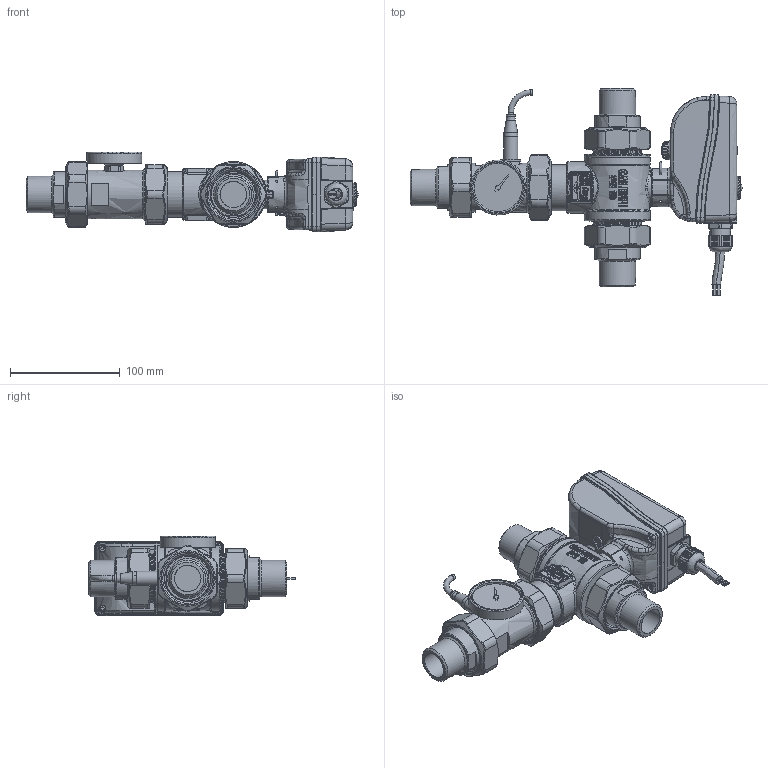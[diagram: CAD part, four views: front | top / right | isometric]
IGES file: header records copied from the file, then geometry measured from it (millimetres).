
Global section: file name: 600064A; native system: Autodesk Inventor 2024; preprocessor: unknown; author: Mike; date: 20250603.083855; units: inch
Bounding box: 302.08 x 188.33 x 72.5 mm (x, y, z)
Volume: 714049 mm3; surface area: 200912.7 mm2
Topology: 14 solids, 14 shells, 4986 faces, 12828 edges, 7958 vertices
Faces by surface type: bspline 4986
